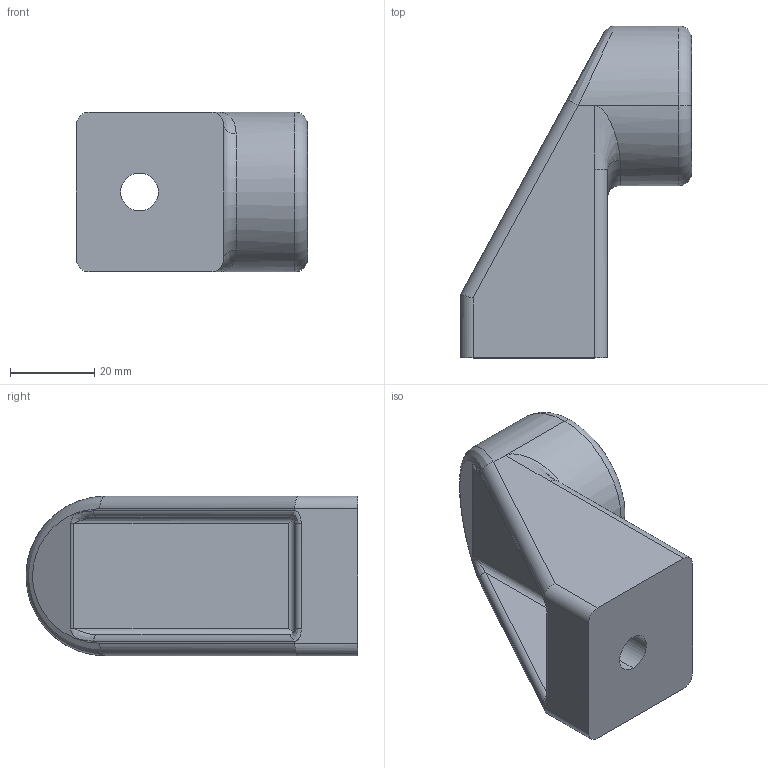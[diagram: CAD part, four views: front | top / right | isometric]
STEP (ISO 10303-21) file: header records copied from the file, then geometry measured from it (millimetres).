
FILE_DESCRIPTION(('Creo Elements/Direct Modeling STEP Export'),'2;1');
FILE_NAME('44.0290.1_Griff-Endstücke-MMS-44_Ø30-leitfähig.stp','2022-03-21T 9:00:18',(''),(''),'PTC Creo Elements/Direct Modeling STEP processor for AP214 (Solid Model)','PTC Creo Elements/Direct Modeling 19.0C 15-Aug-2015 (C) Parametric Technology GmbH','');
FILE_SCHEMA(('AUTOMOTIVE_DESIGN { 1 0 10303 214 1 1 1 1 }'));
Length unit declared in the file: millimetre
Products named in the file (1): Griff-Endstücke-MMS-44_Ø30-leitfähig_44.0290.1_PX173817
Bounding box: 55 x 79 x 38 mm (x, y, z)
Volume: 46597 mm3; surface area: 16799.6 mm2
Topology: 1 solids, 1 shells, 88 faces, 216 edges, 132 vertices
Faces by surface type: plane 35, cylinder 35, cone 8, bspline 7, torus 3
Entity records: 3860 total; most frequent: CARTESIAN_POINT 1904, ORIENTED_EDGE 432, DIRECTION 363, EDGE_CURVE 216, VERTEX_POINT 132, AXIS2_PLACEMENT_3D 121, VECTOR 121, LINE 121
